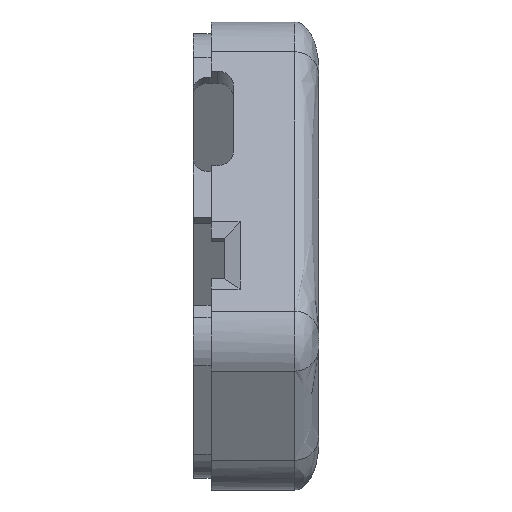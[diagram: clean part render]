
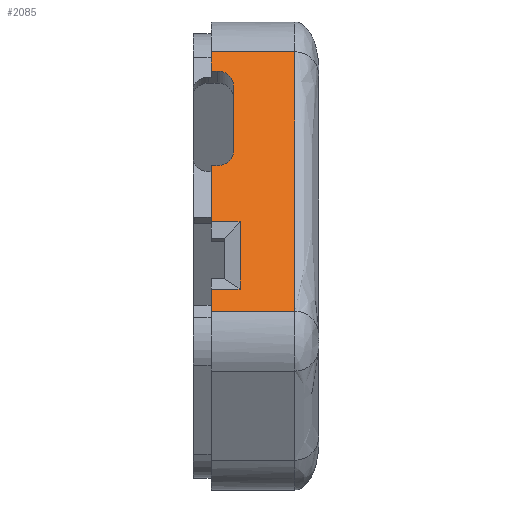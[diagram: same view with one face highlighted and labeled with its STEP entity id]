
A CAD part, left-side view. The second image highlights one B-rep face of the part: STEP entity #2085.
In plain terms, the highlighted planar face has unit normal (-0.866, 0, 0.5).
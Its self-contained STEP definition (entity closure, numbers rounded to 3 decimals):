
#9 = ORIENTED_EDGE ( 'NONE', *, *, #485, .T. ) ;
#20 = DIRECTION ( 'NONE',  ( -0.866, 0., 0.5 ) ) ;
#41 = ORIENTED_EDGE ( 'NONE', *, *, #92, .T. ) ;
#44 = VERTEX_POINT ( 'NONE', #407 ) ;
#49 = CARTESIAN_POINT ( 'NONE',  ( -12.807, 2., 12.217 ) ) ;
#61 = VECTOR ( 'NONE', #2298, 1000. ) ;
#92 = EDGE_CURVE ( 'NONE', #297, #44, #1110, .T. ) ;
#94 = CARTESIAN_POINT ( 'NONE',  ( -14.896, 9., 8.6 ) ) ;
#98 = CARTESIAN_POINT ( 'NONE',  ( -14.896, 9., 8.6 ) ) ;
#102 = LINE ( 'NONE', #1209, #61 ) ;
#103 = ORIENTED_EDGE ( 'NONE', *, *, #681, .T. ) ;
#123 = LINE ( 'NONE', #678, #1095 ) ;
#148 = CARTESIAN_POINT ( 'NONE',  ( -14.128, 9., 9.929 ) ) ;
#164 = LINE ( 'NONE', #3333, #1185 ) ;
#175 = ORIENTED_EDGE ( 'NONE', *, *, #1960, .T. ) ;
#194 = DIRECTION ( 'NONE',  ( 0.5, 0., 0.866 ) ) ;
#201 = ORIENTED_EDGE ( 'NONE', *, *, #1681, .F. ) ;
#253 = CARTESIAN_POINT ( 'NONE',  ( -16.984, 2., 4.983 ) ) ;
#269 = ORIENTED_EDGE ( 'NONE', *, *, #584, .F. ) ;
#274 = CARTESIAN_POINT ( 'NONE',  ( -21.161, 2., -2.252 ) ) ;
#297 = VERTEX_POINT ( 'NONE', #3239 ) ;
#344 = CIRCLE ( 'NONE', #2906, 1.35 ) ;
#375 = CARTESIAN_POINT ( 'NONE',  ( -9.558, 8.5, 17.844 ) ) ;
#390 = VECTOR ( 'NONE', #807, 1000. ) ;
#407 = CARTESIAN_POINT ( 'NONE',  ( -9.558, 9., 17.844 ) ) ;
#413 = EDGE_LOOP ( 'NONE', ( #3188, #9, #269, #41, #1525, #3290, #2491, #201, #3242, #175, #1147, #1675, #103, #1082 ) ) ;
#485 = EDGE_CURVE ( 'NONE', #2076, #996, #659, .T. ) ;
#520 = LINE ( 'NONE', #1321, #1087 ) ;
#566 = DIRECTION ( 'NONE',  ( 0.5, 0., 0.866 ) ) ;
#576 = PLANE ( 'NONE',  #1446 ) ;
#584 = EDGE_CURVE ( 'NONE', #297, #996, #123, .T. ) ;
#626 = CARTESIAN_POINT ( 'NONE',  ( -8.63, 2., 19.452 ) ) ;
#659 = B_SPLINE_CURVE_WITH_KNOTS ( 'NONE', 3,
 ( #2193, #253, #49, #2449 ),
 .UNSPECIFIED., .F., .F.,
 ( 4, 4 ),
 ( 0., 1. ),
 .UNSPECIFIED. ) ;
#678 = CARTESIAN_POINT ( 'NONE',  ( -8.63, 9., 19.452 ) ) ;
#681 = EDGE_CURVE ( 'NONE', #2404, #1857, #520, .T. ) ;
#752 = CARTESIAN_POINT ( 'NONE',  ( -20.085, 9., -0.388 ) ) ;
#760 = EDGE_CURVE ( 'NONE', #1281, #1561, #344, .T. ) ;
#787 = LINE ( 'NONE', #2969, #390 ) ;
#807 = DIRECTION ( 'NONE',  ( -0.5, 0., -0.866 ) ) ;
#922 = DIRECTION ( 'NONE',  ( 0., 1., 0. ) ) ;
#977 = LINE ( 'NONE', #1773, #2139 ) ;
#996 = VERTEX_POINT ( 'NONE', #626 ) ;
#1004 = EDGE_CURVE ( 'NONE', #2570, #1281, #164, .T. ) ;
#1033 = EDGE_CURVE ( 'NONE', #2899, #1781, #1828, .T. ) ;
#1078 = CARTESIAN_POINT ( 'NONE',  ( -14.128, 8.5, 9.929 ) ) ;
#1082 = ORIENTED_EDGE ( 'NONE', *, *, #2939, .T. ) ;
#1087 = VECTOR ( 'NONE', #2433, 1000. ) ;
#1095 = VECTOR ( 'NONE', #1750, 1000. ) ;
#1109 = LINE ( 'NONE', #1558, #2372 ) ;
#1110 = LINE ( 'NONE', #94, #2528 ) ;
#1147 = ORIENTED_EDGE ( 'NONE', *, *, #1762, .T. ) ;
#1160 = AXIS2_PLACEMENT_3D ( 'NONE', #2693, #3231, #194 ) ;
#1185 = VECTOR ( 'NONE', #1991, 1000. ) ;
#1209 = CARTESIAN_POINT ( 'NONE',  ( -19.435, 6.585, 0.738 ) ) ;
#1214 = CIRCLE ( 'NONE', #1160, 1.35 ) ;
#1281 = VERTEX_POINT ( 'NONE', #2830 ) ;
#1321 = CARTESIAN_POINT ( 'NONE',  ( -20.085, 9., -0.388 ) ) ;
#1340 = CARTESIAN_POINT ( 'NONE',  ( -14.896, 9., 8.6 ) ) ;
#1433 = VERTEX_POINT ( 'NONE', #1539 ) ;
#1446 = AXIS2_PLACEMENT_3D ( 'NONE', #1340, #2452, #1651 ) ;
#1451 = VECTOR ( 'NONE', #2554, 1000. ) ;
#1495 = CARTESIAN_POINT ( 'NONE',  ( -13.453, 7.15, 11.098 ) ) ;
#1525 = ORIENTED_EDGE ( 'NONE', *, *, #1643, .F. ) ;
#1539 = CARTESIAN_POINT ( 'NONE',  ( -16.835, 6.585, 5.242 ) ) ;
#1558 = CARTESIAN_POINT ( 'NONE',  ( -16.835, 7.885, 5.242 ) ) ;
#1559 = VECTOR ( 'NONE', #1688, 1000. ) ;
#1561 = VERTEX_POINT ( 'NONE', #375 ) ;
#1563 = CARTESIAN_POINT ( 'NONE',  ( -14.128, 0., 9.929 ) ) ;
#1610 = CARTESIAN_POINT ( 'NONE',  ( -10.233, 8.5, 16.675 ) ) ;
#1643 = EDGE_CURVE ( 'NONE', #1561, #44, #977, .T. ) ;
#1651 = DIRECTION ( 'NONE',  ( 0.5, 0., 0.866 ) ) ;
#1667 = DIRECTION ( 'NONE',  ( -0.5, 0., -0.866 ) ) ;
#1675 = ORIENTED_EDGE ( 'NONE', *, *, #2607, .T. ) ;
#1681 = EDGE_CURVE ( 'NONE', #1781, #2570, #1214, .T. ) ;
#1688 = DIRECTION ( 'NONE',  ( 0., -1., 0. ) ) ;
#1713 = LINE ( 'NONE', #2787, #1559 ) ;
#1750 = DIRECTION ( 'NONE',  ( 0., -1., 0. ) ) ;
#1762 = EDGE_CURVE ( 'NONE', #2974, #1433, #1109, .T. ) ;
#1773 = CARTESIAN_POINT ( 'NONE',  ( -9.558, 0., 17.844 ) ) ;
#1781 = VERTEX_POINT ( 'NONE', #1078 ) ;
#1828 = LINE ( 'NONE', #1563, #1953 ) ;
#1857 = VERTEX_POINT ( 'NONE', #752 ) ;
#1953 = VECTOR ( 'NONE', #2680, 1000. ) ;
#1960 = EDGE_CURVE ( 'NONE', #2899, #2974, #787, .T. ) ;
#1991 = DIRECTION ( 'NONE',  ( 0.5, 0., 0.866 ) ) ;
#2014 = CARTESIAN_POINT ( 'NONE',  ( -16.835, 9., 5.242 ) ) ;
#2076 = VERTEX_POINT ( 'NONE', #274 ) ;
#2085 = ADVANCED_FACE ( 'NONE', ( #3457 ), #576, .T. ) ;
#2139 = VECTOR ( 'NONE', #922, 1000. ) ;
#2193 = CARTESIAN_POINT ( 'NONE',  ( -21.161, 2., -2.252 ) ) ;
#2283 = CARTESIAN_POINT ( 'NONE',  ( -20.085, 6.585, -0.388 ) ) ;
#2298 = DIRECTION ( 'NONE',  ( -0.5, 0., -0.866 ) ) ;
#2372 = VECTOR ( 'NONE', #3490, 1000. ) ;
#2404 = VERTEX_POINT ( 'NONE', #2283 ) ;
#2433 = DIRECTION ( 'NONE',  ( 0., 1., 0. ) ) ;
#2449 = CARTESIAN_POINT ( 'NONE',  ( -8.63, 2., 19.452 ) ) ;
#2452 = DIRECTION ( 'NONE',  ( -0.866, 0., 0.5 ) ) ;
#2491 = ORIENTED_EDGE ( 'NONE', *, *, #1004, .F. ) ;
#2528 = VECTOR ( 'NONE', #1667, 1000. ) ;
#2536 = LINE ( 'NONE', #98, #1451 ) ;
#2541 = VERTEX_POINT ( 'NONE', #3074 ) ;
#2554 = DIRECTION ( 'NONE',  ( -0.5, 0., -0.866 ) ) ;
#2570 = VERTEX_POINT ( 'NONE', #1495 ) ;
#2607 = EDGE_CURVE ( 'NONE', #1433, #2404, #102, .T. ) ;
#2680 = DIRECTION ( 'NONE',  ( 0., -1., 0. ) ) ;
#2693 = CARTESIAN_POINT ( 'NONE',  ( -13.453, 8.5, 11.098 ) ) ;
#2787 = CARTESIAN_POINT ( 'NONE',  ( -21.161, 9., -2.252 ) ) ;
#2830 = CARTESIAN_POINT ( 'NONE',  ( -10.233, 7.15, 16.675 ) ) ;
#2899 = VERTEX_POINT ( 'NONE', #148 ) ;
#2901 = EDGE_CURVE ( 'NONE', #2541, #2076, #1713, .T. ) ;
#2906 = AXIS2_PLACEMENT_3D ( 'NONE', #1610, #20, #566 ) ;
#2939 = EDGE_CURVE ( 'NONE', #1857, #2541, #2536, .T. ) ;
#2969 = CARTESIAN_POINT ( 'NONE',  ( -14.896, 9., 8.6 ) ) ;
#2974 = VERTEX_POINT ( 'NONE', #2014 ) ;
#3074 = CARTESIAN_POINT ( 'NONE',  ( -21.161, 9., -2.252 ) ) ;
#3188 = ORIENTED_EDGE ( 'NONE', *, *, #2901, .T. ) ;
#3231 = DIRECTION ( 'NONE',  ( -0.866, 0., 0.5 ) ) ;
#3239 = CARTESIAN_POINT ( 'NONE',  ( -8.63, 9., 19.452 ) ) ;
#3242 = ORIENTED_EDGE ( 'NONE', *, *, #1033, .F. ) ;
#3290 = ORIENTED_EDGE ( 'NONE', *, *, #760, .F. ) ;
#3333 = CARTESIAN_POINT ( 'NONE',  ( -14.896, 7.15, 8.6 ) ) ;
#3457 = FACE_OUTER_BOUND ( 'NONE', #413, .T. ) ;
#3490 = DIRECTION ( 'NONE',  ( 0., -1., 0. ) ) ;
